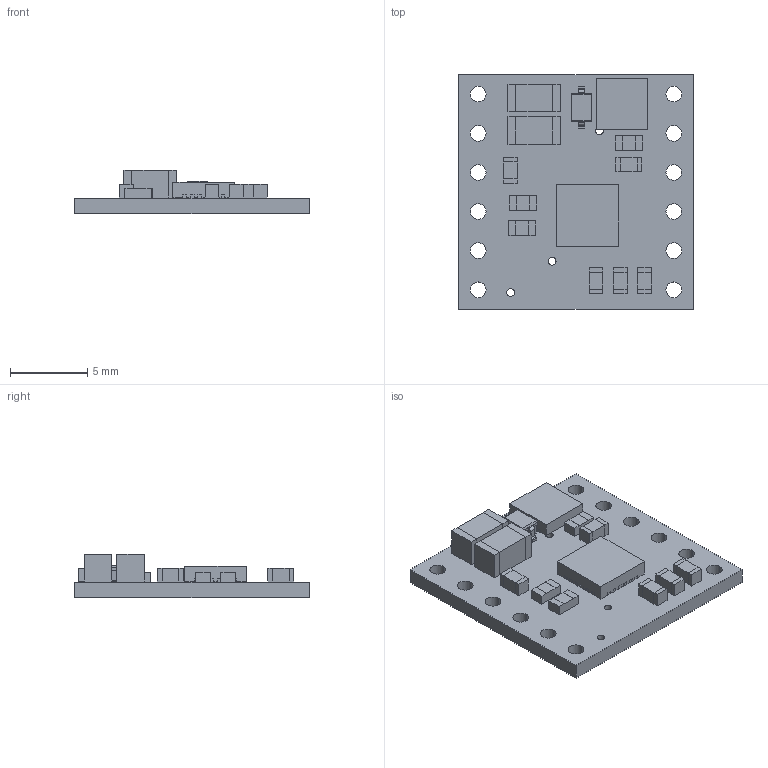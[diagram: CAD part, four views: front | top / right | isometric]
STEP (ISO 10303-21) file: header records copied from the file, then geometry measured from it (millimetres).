
FILE_DESCRIPTION (( 'STEP AP214' ), '1' );
FILE_NAME ('drv8256x-single-brushed-dc-motor-driver-carrier-step.STEP', '2021-08-26T17:37:01', ( '' ), ( '' ), 'SwSTEP 2.0', 'SolidWorks 2021', '' );
FILE_SCHEMA (( 'AUTOMOTIVE_DESIGN' ));
Length unit declared in the file: inch
Products named in the file (1): drv8256x-single-brushed-dc-motor-driver-carrier-step
Bounding box: 15.24 x 15.24 x 2.82 mm (x, y, z)
Volume: 286 mm3; surface area: 702.6 mm2
Topology: 1 solids, 1 shells, 843 faces, 2337 edges, 1522 vertices
Faces by surface type: plane 596, bspline 173, cylinder 74
Entity records: 44106 total; most frequent: CARTESIAN_POINT 12578, ORIENTED_EDGE 4674, DIRECTION 3439, EDGE_CURVE 2337, LINE 1801, VECTOR 1801, VERTEX_POINT 1522, EDGE_LOOP 955
